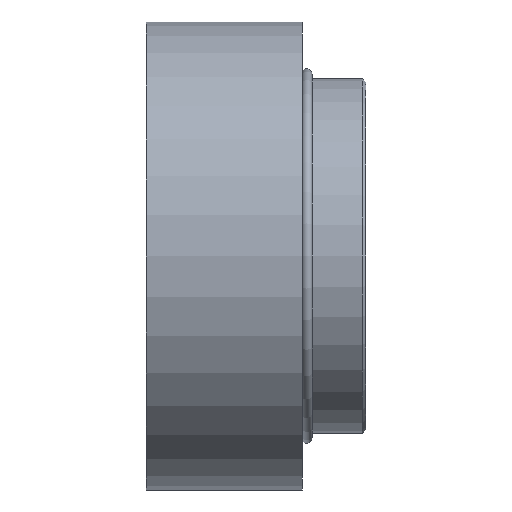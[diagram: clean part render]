
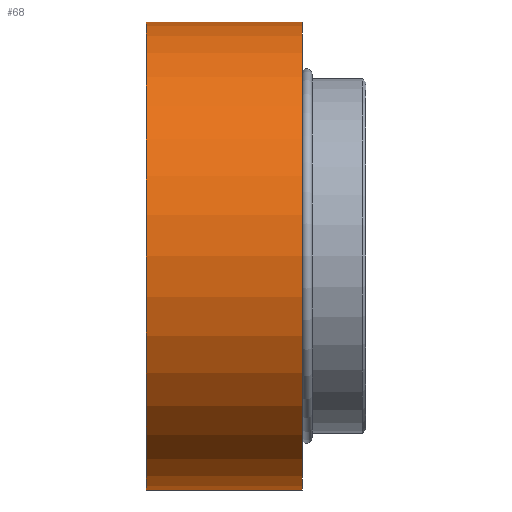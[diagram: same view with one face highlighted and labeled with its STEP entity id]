
A CAD part, left-side view. The second image highlights one B-rep face of the part: STEP entity #68.
In plain terms, the highlighted cylindrical face has radius 33 mm (diameter 66 mm), a partial arc.
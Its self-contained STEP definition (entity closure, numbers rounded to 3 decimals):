
#5 = CIRCLE ( 'NONE', #490, 33. ) ;
#11 = CIRCLE ( 'NONE', #487, 33. ) ;
#30 = EDGE_CURVE ( 'NONE', #159, #100, #193, .T. ) ;
#39 = EDGE_CURVE ( 'NONE', #158, #99, #220, .T. ) ;
#46 = EDGE_CURVE ( 'NONE', #99, #100, #11, .T. ) ;
#52 = EDGE_CURVE ( 'NONE', #158, #159, #5, .T. ) ;
#68 = ADVANCED_FACE ( 'NONE', ( #453 ), #454, .T. ) ;
#99 = VERTEX_POINT ( 'NONE', #577 ) ;
#100 = VERTEX_POINT ( 'NONE', #578 ) ;
#146 = ORIENTED_EDGE ( 'NONE', *, *, #46, .F. ) ;
#151 = ORIENTED_EDGE ( 'NONE', *, *, #39, .F. ) ;
#152 = ORIENTED_EDGE ( 'NONE', *, *, #52, .T. ) ;
#153 = ORIENTED_EDGE ( 'NONE', *, *, #30, .T. ) ;
#158 = VERTEX_POINT ( 'NONE', #589 ) ;
#159 = VERTEX_POINT ( 'NONE', #590 ) ;
#193 = LINE ( 'NONE', #194, #510 ) ;
#194 = CARTESIAN_POINT ( 'NONE',  ( 0., -10.273, -33. ) ) ;
#195 = DIRECTION ( 'NONE',  ( 0., -1., 0. ) ) ;
#220 = LINE ( 'NONE', #221, #502 ) ;
#221 = CARTESIAN_POINT ( 'NONE',  ( 0., -10.273, 33. ) ) ;
#222 = DIRECTION ( 'NONE',  ( 0., -1., 0. ) ) ;
#237 = CARTESIAN_POINT ( 'NONE',  ( 0., -6., 0. ) ) ;
#241 = DIRECTION ( 'NONE',  ( 0., -1., 0. ) ) ;
#242 = DIRECTION ( 'NONE',  ( 0., 0., -1. ) ) ;
#258 = CARTESIAN_POINT ( 'NONE',  ( 0., 16., 0. ) ) ;
#259 = DIRECTION ( 'NONE',  ( 0., -1., 0. ) ) ;
#260 = DIRECTION ( 'NONE',  ( 0., 0., -1. ) ) ;
#328 = EDGE_LOOP ( 'NONE', ( #151, #152, #153, #146 ) ) ;
#449 = AXIS2_PLACEMENT_3D ( 'NONE', #518, #519, #520 ) ;
#453 = FACE_OUTER_BOUND ( 'NONE', #328, .T. ) ;
#454 = CYLINDRICAL_SURFACE ( 'NONE', #449, 33. ) ;
#487 = AXIS2_PLACEMENT_3D ( 'NONE', #237, #241, #242 ) ;
#490 = AXIS2_PLACEMENT_3D ( 'NONE', #258, #259, #260 ) ;
#502 = VECTOR ( 'NONE', #222, 1000. ) ;
#510 = VECTOR ( 'NONE', #195, 1000. ) ;
#518 = CARTESIAN_POINT ( 'NONE',  ( 0., -10.273, 0. ) ) ;
#519 = DIRECTION ( 'NONE',  ( 0., -1., 0. ) ) ;
#520 = DIRECTION ( 'NONE',  ( 0., 0., -1. ) ) ;
#577 = CARTESIAN_POINT ( 'NONE',  ( 0., -6., 33. ) ) ;
#578 = CARTESIAN_POINT ( 'NONE',  ( 0., -6., -33. ) ) ;
#589 = CARTESIAN_POINT ( 'NONE',  ( 0., 16., 33. ) ) ;
#590 = CARTESIAN_POINT ( 'NONE',  ( 0., 16., -33. ) ) ;
